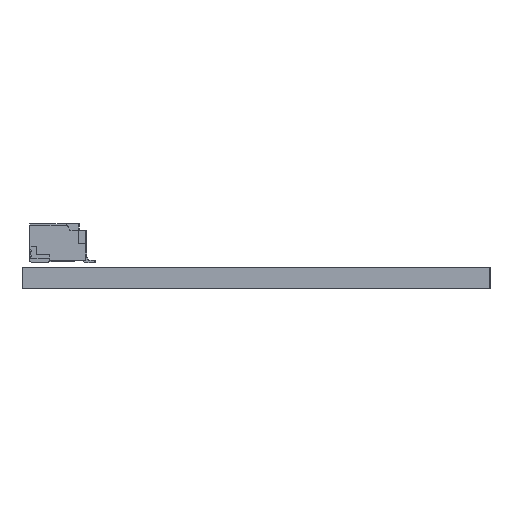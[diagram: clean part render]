
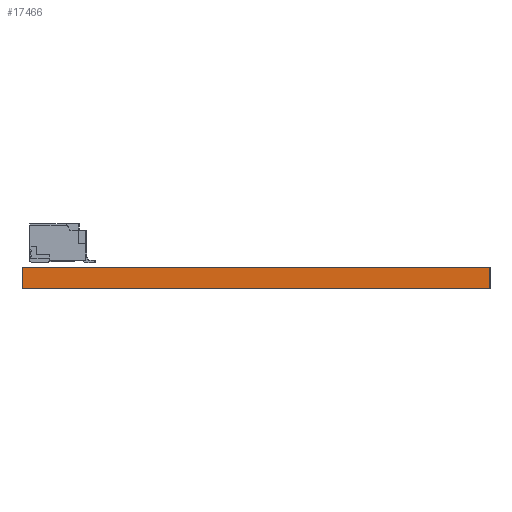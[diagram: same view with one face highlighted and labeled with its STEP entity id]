
A CAD part, left-side view. The second image highlights one B-rep face of the part: STEP entity #17466.
In plain terms, the highlighted planar face has unit normal (-1, 0, 0).
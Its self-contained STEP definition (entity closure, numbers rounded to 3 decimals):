
#17285 = PLANE('',#17286);
#17286 = AXIS2_PLACEMENT_3D('',#17287,#17288,#17289);
#17287 = CARTESIAN_POINT('',(72.652,-37.244,0.));
#17288 = DIRECTION('',(0.,-1.,0.));
#17289 = DIRECTION('',(-1.,0.,0.));
#17310 = VERTEX_POINT('',#17311);
#17311 = CARTESIAN_POINT('',(2.652,-37.244,1.6));
#17325 = PLANE('',#17326);
#17326 = AXIS2_PLACEMENT_3D('',#17327,#17328,#17329);
#17327 = CARTESIAN_POINT('',(37.652,-19.494,1.6));
#17328 = DIRECTION('',(-0.,-0.,-1.));
#17329 = DIRECTION('',(-1.,0.,0.));
#17337 = EDGE_CURVE('',#17338,#17310,#17340,.T.);
#17338 = VERTEX_POINT('',#17339);
#17339 = CARTESIAN_POINT('',(2.652,-37.244,0.));
#17340 = SURFACE_CURVE('',#17341,(#17345,#17352),.PCURVE_S1.);
#17341 = LINE('',#17342,#17343);
#17342 = CARTESIAN_POINT('',(2.652,-37.244,0.));
#17343 = VECTOR('',#17344,1.);
#17344 = DIRECTION('',(0.,0.,1.));
#17345 = PCURVE('',#17285,#17346);
#17346 = DEFINITIONAL_REPRESENTATION('',(#17347),#17351);
#17347 = LINE('',#17348,#17349);
#17348 = CARTESIAN_POINT('',(70.,0.));
#17349 = VECTOR('',#17350,1.);
#17350 = DIRECTION('',(0.,-1.));
#17351 = ( GEOMETRIC_REPRESENTATION_CONTEXT(2) 
PARAMETRIC_REPRESENTATION_CONTEXT() REPRESENTATION_CONTEXT('2D SPACE',''
  ) );
#17352 = PCURVE('',#17353,#17358);
#17353 = PLANE('',#17354);
#17354 = AXIS2_PLACEMENT_3D('',#17355,#17356,#17357);
#17355 = CARTESIAN_POINT('',(2.652,-37.244,0.));
#17356 = DIRECTION('',(-1.,0.,0.));
#17357 = DIRECTION('',(0.,1.,0.));
#17358 = DEFINITIONAL_REPRESENTATION('',(#17359),#17363);
#17359 = LINE('',#17360,#17361);
#17360 = CARTESIAN_POINT('',(0.,0.));
#17361 = VECTOR('',#17362,1.);
#17362 = DIRECTION('',(0.,-1.));
#17363 = ( GEOMETRIC_REPRESENTATION_CONTEXT(2) 
PARAMETRIC_REPRESENTATION_CONTEXT() REPRESENTATION_CONTEXT('2D SPACE',''
  ) );
#17379 = PLANE('',#17380);
#17380 = AXIS2_PLACEMENT_3D('',#17381,#17382,#17383);
#17381 = CARTESIAN_POINT('',(37.652,-19.494,0.));
#17382 = DIRECTION('',(-0.,-0.,-1.));
#17383 = DIRECTION('',(-1.,0.,0.));
#17412 = PLANE('',#17413);
#17413 = AXIS2_PLACEMENT_3D('',#17414,#17415,#17416);
#17414 = CARTESIAN_POINT('',(2.652,-1.744,0.));
#17415 = DIRECTION('',(0.,1.,0.));
#17416 = DIRECTION('',(1.,0.,0.));
#17466 = ADVANCED_FACE('',(#17467),#17353,.T.);
#17467 = FACE_BOUND('',#17468,.T.);
#17468 = EDGE_LOOP('',(#17469,#17470,#17493,#17516));
#17469 = ORIENTED_EDGE('',*,*,#17337,.T.);
#17470 = ORIENTED_EDGE('',*,*,#17471,.T.);
#17471 = EDGE_CURVE('',#17310,#17472,#17474,.T.);
#17472 = VERTEX_POINT('',#17473);
#17473 = CARTESIAN_POINT('',(2.652,-1.744,1.6));
#17474 = SURFACE_CURVE('',#17475,(#17479,#17486),.PCURVE_S1.);
#17475 = LINE('',#17476,#17477);
#17476 = CARTESIAN_POINT('',(2.652,-37.244,1.6));
#17477 = VECTOR('',#17478,1.);
#17478 = DIRECTION('',(0.,1.,0.));
#17479 = PCURVE('',#17353,#17480);
#17480 = DEFINITIONAL_REPRESENTATION('',(#17481),#17485);
#17481 = LINE('',#17482,#17483);
#17482 = CARTESIAN_POINT('',(0.,-1.6));
#17483 = VECTOR('',#17484,1.);
#17484 = DIRECTION('',(1.,0.));
#17485 = ( GEOMETRIC_REPRESENTATION_CONTEXT(2) 
PARAMETRIC_REPRESENTATION_CONTEXT() REPRESENTATION_CONTEXT('2D SPACE',''
  ) );
#17486 = PCURVE('',#17325,#17487);
#17487 = DEFINITIONAL_REPRESENTATION('',(#17488),#17492);
#17488 = LINE('',#17489,#17490);
#17489 = CARTESIAN_POINT('',(35.,-17.75));
#17490 = VECTOR('',#17491,1.);
#17491 = DIRECTION('',(0.,1.));
#17492 = ( GEOMETRIC_REPRESENTATION_CONTEXT(2) 
PARAMETRIC_REPRESENTATION_CONTEXT() REPRESENTATION_CONTEXT('2D SPACE',''
  ) );
#17493 = ORIENTED_EDGE('',*,*,#17494,.F.);
#17494 = EDGE_CURVE('',#17495,#17472,#17497,.T.);
#17495 = VERTEX_POINT('',#17496);
#17496 = CARTESIAN_POINT('',(2.652,-1.744,0.));
#17497 = SURFACE_CURVE('',#17498,(#17502,#17509),.PCURVE_S1.);
#17498 = LINE('',#17499,#17500);
#17499 = CARTESIAN_POINT('',(2.652,-1.744,0.));
#17500 = VECTOR('',#17501,1.);
#17501 = DIRECTION('',(0.,0.,1.));
#17502 = PCURVE('',#17353,#17503);
#17503 = DEFINITIONAL_REPRESENTATION('',(#17504),#17508);
#17504 = LINE('',#17505,#17506);
#17505 = CARTESIAN_POINT('',(35.5,0.));
#17506 = VECTOR('',#17507,1.);
#17507 = DIRECTION('',(0.,-1.));
#17508 = ( GEOMETRIC_REPRESENTATION_CONTEXT(2) 
PARAMETRIC_REPRESENTATION_CONTEXT() REPRESENTATION_CONTEXT('2D SPACE',''
  ) );
#17509 = PCURVE('',#17412,#17510);
#17510 = DEFINITIONAL_REPRESENTATION('',(#17511),#17515);
#17511 = LINE('',#17512,#17513);
#17512 = CARTESIAN_POINT('',(0.,0.));
#17513 = VECTOR('',#17514,1.);
#17514 = DIRECTION('',(0.,-1.));
#17515 = ( GEOMETRIC_REPRESENTATION_CONTEXT(2) 
PARAMETRIC_REPRESENTATION_CONTEXT() REPRESENTATION_CONTEXT('2D SPACE',''
  ) );
#17516 = ORIENTED_EDGE('',*,*,#17517,.F.);
#17517 = EDGE_CURVE('',#17338,#17495,#17518,.T.);
#17518 = SURFACE_CURVE('',#17519,(#17523,#17530),.PCURVE_S1.);
#17519 = LINE('',#17520,#17521);
#17520 = CARTESIAN_POINT('',(2.652,-37.244,0.));
#17521 = VECTOR('',#17522,1.);
#17522 = DIRECTION('',(0.,1.,0.));
#17523 = PCURVE('',#17353,#17524);
#17524 = DEFINITIONAL_REPRESENTATION('',(#17525),#17529);
#17525 = LINE('',#17526,#17527);
#17526 = CARTESIAN_POINT('',(0.,0.));
#17527 = VECTOR('',#17528,1.);
#17528 = DIRECTION('',(1.,0.));
#17529 = ( GEOMETRIC_REPRESENTATION_CONTEXT(2) 
PARAMETRIC_REPRESENTATION_CONTEXT() REPRESENTATION_CONTEXT('2D SPACE',''
  ) );
#17530 = PCURVE('',#17379,#17531);
#17531 = DEFINITIONAL_REPRESENTATION('',(#17532),#17536);
#17532 = LINE('',#17533,#17534);
#17533 = CARTESIAN_POINT('',(35.,-17.75));
#17534 = VECTOR('',#17535,1.);
#17535 = DIRECTION('',(0.,1.));
#17536 = ( GEOMETRIC_REPRESENTATION_CONTEXT(2) 
PARAMETRIC_REPRESENTATION_CONTEXT() REPRESENTATION_CONTEXT('2D SPACE',''
  ) );
